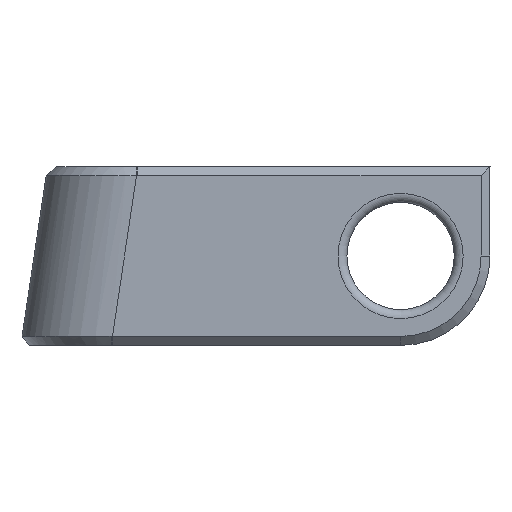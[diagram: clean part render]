
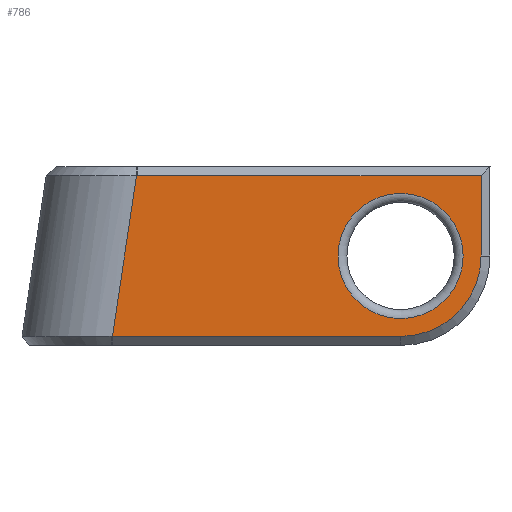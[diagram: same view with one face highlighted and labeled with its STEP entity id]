
A CAD part, left-side view. The second image highlights one B-rep face of the part: STEP entity #786.
In plain terms, the highlighted planar face has unit normal (-1, 0, 0).
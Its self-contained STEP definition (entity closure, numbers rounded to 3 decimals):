
#28=FACE_BOUND('',#286,.T.);
#47=B_SPLINE_CURVE_WITH_KNOTS('',3,(#1462,#1463,#1464,#1465),
 .UNSPECIFIED.,.F.,.F.,(4,4),(1.556,1.571),
 .UNSPECIFIED.);
#62=PLANE('',#868);
#108=LINE('',#1436,#168);
#115=LINE('',#1512,#175);
#117=LINE('',#1519,#177);
#120=LINE('',#1523,#180);
#168=VECTOR('',#1022,10.);
#175=VECTOR('',#1031,10.);
#177=VECTOR('',#1039,10.);
#180=VECTOR('',#1044,10.);
#236=FACE_OUTER_BOUND('',#285,.T.);
#285=EDGE_LOOP('',(#695,#696,#697,#698,#699,#700));
#286=EDGE_LOOP('',(#701));
#318=CIRCLE('',#859,9.);
#323=CIRCLE('',#869,7.);
#380=VERTEX_POINT('',#1415);
#383=VERTEX_POINT('',#1431);
#385=VERTEX_POINT('',#1454);
#387=VERTEX_POINT('',#1510);
#388=VERTEX_POINT('',#1514);
#389=VERTEX_POINT('',#1518);
#394=VERTEX_POINT('',#1567);
#480=EDGE_CURVE('',#383,#380,#108,.T.);
#484=EDGE_CURVE('',#380,#385,#47,.T.);
#489=EDGE_CURVE('',#387,#383,#115,.T.);
#491=EDGE_CURVE('',#388,#387,#318,.T.);
#492=EDGE_CURVE('',#389,#388,#117,.T.);
#495=EDGE_CURVE('',#385,#389,#120,.T.);
#503=EDGE_CURVE('',#394,#394,#323,.T.);
#695=ORIENTED_EDGE('',*,*,#484,.F.);
#696=ORIENTED_EDGE('',*,*,#480,.F.);
#697=ORIENTED_EDGE('',*,*,#489,.F.);
#698=ORIENTED_EDGE('',*,*,#491,.F.);
#699=ORIENTED_EDGE('',*,*,#492,.F.);
#700=ORIENTED_EDGE('',*,*,#495,.F.);
#701=ORIENTED_EDGE('',*,*,#503,.F.);
#786=ADVANCED_FACE('',(#236,#28),#62,.T.);
#859=AXIS2_PLACEMENT_3D('',#1516,#1035,#1036);
#868=AXIS2_PLACEMENT_3D('',#1566,#1059,#1060);
#869=AXIS2_PLACEMENT_3D('',#1568,#1061,#1062);
#1022=DIRECTION('',(0.,-0.148,0.989));
#1031=DIRECTION('',(0.,1.,0.));
#1035=DIRECTION('center_axis',(1.,0.,0.));
#1036=DIRECTION('ref_axis',(0.,0.,-1.));
#1039=DIRECTION('',(0.,0.,-1.));
#1044=DIRECTION('',(0.,-1.,0.));
#1059=DIRECTION('center_axis',(-1.,0.,0.));
#1060=DIRECTION('ref_axis',(0.,0.,-1.));
#1061=DIRECTION('center_axis',(-1.,0.,0.));
#1062=DIRECTION('ref_axis',(0.,1.,0.));
#1415=CARTESIAN_POINT('',(16.,47.038,19.));
#1431=CARTESIAN_POINT('',(16.,49.738,1.));
#1436=CARTESIAN_POINT('',(16.,47.765,14.152));
#1454=CARTESIAN_POINT('',(16.,46.888,19.));
#1462=CARTESIAN_POINT('Ctrl Pts',(16.,47.038,19.));
#1463=CARTESIAN_POINT('Ctrl Pts',(16.,46.988,19.));
#1464=CARTESIAN_POINT('Ctrl Pts',(16.,46.938,19.));
#1465=CARTESIAN_POINT('Ctrl Pts',(16.,46.888,19.));
#1510=CARTESIAN_POINT('',(16.,17.5,1.));
#1512=CARTESIAN_POINT('',(16.,47.,1.));
#1514=CARTESIAN_POINT('',(16.,8.5,10.));
#1516=CARTESIAN_POINT('Origin',(16.,17.5,10.));
#1518=CARTESIAN_POINT('',(16.,8.5,19.));
#1519=CARTESIAN_POINT('',(16.,8.5,9.));
#1523=CARTESIAN_POINT('',(16.,47.,19.));
#1566=CARTESIAN_POINT('Origin',(16.,36.5,8.));
#1567=CARTESIAN_POINT('',(16.,17.5,17.));
#1568=CARTESIAN_POINT('Origin',(16.,17.5,10.));
